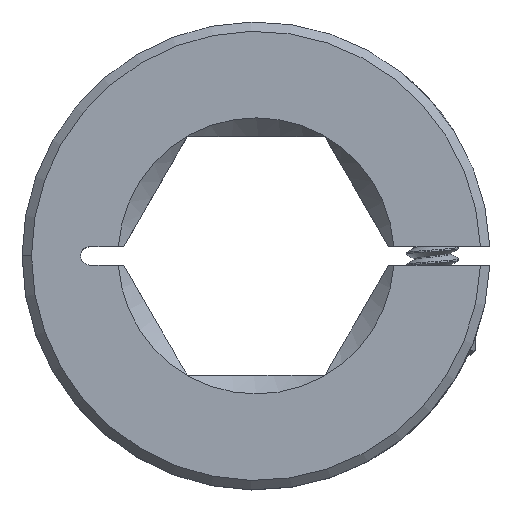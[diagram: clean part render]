
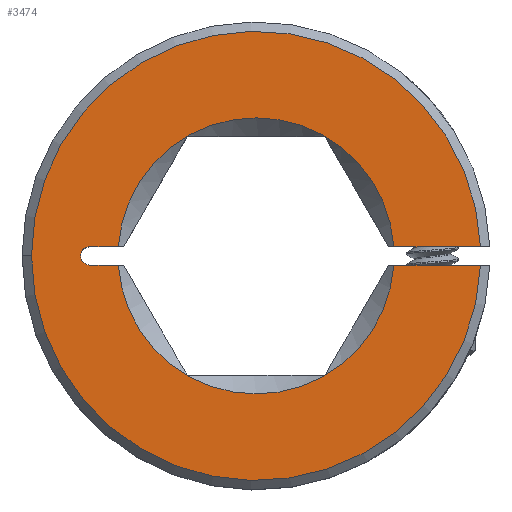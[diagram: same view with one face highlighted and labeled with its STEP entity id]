
A CAD part, top view. The second image highlights one B-rep face of the part: STEP entity #3474.
In plain terms, the highlighted planar face has unit normal (0, 0, 1).
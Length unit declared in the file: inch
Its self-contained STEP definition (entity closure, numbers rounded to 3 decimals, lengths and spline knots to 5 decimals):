
#171 = EDGE_CURVE ( 'NONE', #3164, #2958, #1005, .T. ) ;
#194 = EDGE_CURVE ( 'NONE', #3176, #3157, #962, .T. ) ;
#198 = EDGE_CURVE ( 'NONE', #2959, #3091, #954, .T. ) ;
#203 = EDGE_CURVE ( 'NONE', #2957, #3091, #952, .T. ) ;
#205 = EDGE_CURVE ( 'NONE', #2958, #2959, #947, .T. ) ;
#250 = AXIS2_PLACEMENT_3D ( 'NONE', #1913, #1930, #1906 ) ;
#298 = AXIS2_PLACEMENT_3D ( 'NONE', #1593, #1592, #1585 ) ;
#303 = EDGE_CURVE ( 'NONE', #2927, #3158, #846, .T. ) ;
#316 = EDGE_CURVE ( 'NONE', #2957, #3176, #831, .T. ) ;
#346 = EDGE_CURVE ( 'NONE', #2942, #3158, #796, .T. ) ;
#368 = EDGE_CURVE ( 'NONE', #2942, #3164, #780, .T. ) ;
#434 = AXIS2_PLACEMENT_3D ( 'NONE', #1679, #1716, #1708 ) ;
#441 = AXIS2_PLACEMENT_3D ( 'NONE', #2094, #1975, #2090 ) ;
#460 = EDGE_CURVE ( 'NONE', #3157, #2927, #683, .T. ) ;
#481 = AXIS2_PLACEMENT_3D ( 'NONE', #1417, #1416, #1415 ) ;
#677 = VECTOR ( 'NONE', #3693, 39.37008 ) ;
#683 = LINE ( 'NONE', #3723, #677 ) ;
#709 = FACE_OUTER_BOUND ( 'NONE', #2905, .T. ) ;
#780 = CIRCLE ( 'NONE', #3311, 0.01969 ) ;
#793 = VECTOR ( 'NONE', #4548, 39.37008 ) ;
#796 = LINE ( 'NONE', #4672, #793 ) ;
#831 = CIRCLE ( 'NONE', #298, 0.48 ) ;
#846 = CIRCLE ( 'NONE', #481, 0.295 ) ;
#944 = VECTOR ( 'NONE', #1940, 39.37008 ) ;
#947 = LINE ( 'NONE', #1917, #944 ) ;
#948 = VECTOR ( 'NONE', #1925, 39.37008 ) ;
#952 = LINE ( 'NONE', #1972, #948 ) ;
#954 = CIRCLE ( 'NONE', #441, 0.295 ) ;
#962 = CIRCLE ( 'NONE', #434, 0.48 ) ;
#1005 = CIRCLE ( 'NONE', #250, 0.01969 ) ;
#1415 = DIRECTION ( 'NONE',  ( 1., 0., 0. ) ) ;
#1416 = DIRECTION ( 'NONE',  ( 0., 0., -1. ) ) ;
#1417 = CARTESIAN_POINT ( 'NONE',  ( 0., 0., 0.125 ) ) ;
#1585 = DIRECTION ( 'NONE',  ( 1., 0., 0. ) ) ;
#1592 = DIRECTION ( 'NONE',  ( 0., 0., 1. ) ) ;
#1593 = CARTESIAN_POINT ( 'NONE',  ( 0., 0., 0.125 ) ) ;
#1679 = CARTESIAN_POINT ( 'NONE',  ( 0., 0., 0.125 ) ) ;
#1708 = DIRECTION ( 'NONE',  ( 1., 0., 0. ) ) ;
#1716 = DIRECTION ( 'NONE',  ( 0., 0., 1. ) ) ;
#1906 = DIRECTION ( 'NONE',  ( 1., 0., 0. ) ) ;
#1913 = CARTESIAN_POINT ( 'NONE',  ( -0.35531, 0., 0.125 ) ) ;
#1917 = CARTESIAN_POINT ( 'NONE',  ( -0.375, 0.01969, 0.125 ) ) ;
#1925 = DIRECTION ( 'NONE',  ( -1., 0., 0. ) ) ;
#1930 = DIRECTION ( 'NONE',  ( 0., 0., -1. ) ) ;
#1940 = DIRECTION ( 'NONE',  ( 1., 0., 0. ) ) ;
#1972 = CARTESIAN_POINT ( 'NONE',  ( 0.5, 0.01969, 0.125 ) ) ;
#1975 = DIRECTION ( 'NONE',  ( 0., 0., -1. ) ) ;
#2090 = DIRECTION ( 'NONE',  ( 1., 0., 0. ) ) ;
#2094 = CARTESIAN_POINT ( 'NONE',  ( 0., 0., 0.125 ) ) ;
#2276 = DIRECTION ( 'NONE',  ( 1., 0., 0. ) ) ;
#2277 = DIRECTION ( 'NONE',  ( 0., 0., 1. ) ) ;
#2279 = PLANE ( 'NONE',  #3257 ) ;
#2283 = CARTESIAN_POINT ( 'NONE',  ( 0., 0., 0.125 ) ) ;
#2632 = ORIENTED_EDGE ( 'NONE', *, *, #316, .T. ) ;
#2634 = ORIENTED_EDGE ( 'NONE', *, *, #203, .F. ) ;
#2636 = ORIENTED_EDGE ( 'NONE', *, *, #460, .T. ) ;
#2637 = ORIENTED_EDGE ( 'NONE', *, *, #303, .T. ) ;
#2638 = ORIENTED_EDGE ( 'NONE', *, *, #346, .F. ) ;
#2639 = ORIENTED_EDGE ( 'NONE', *, *, #171, .T. ) ;
#2640 = ORIENTED_EDGE ( 'NONE', *, *, #368, .T. ) ;
#2641 = ORIENTED_EDGE ( 'NONE', *, *, #198, .T. ) ;
#2642 = ORIENTED_EDGE ( 'NONE', *, *, #205, .T. ) ;
#2647 = ORIENTED_EDGE ( 'NONE', *, *, #194, .T. ) ;
#2905 = EDGE_LOOP ( 'NONE', ( #2634, #2632, #2647, #2636, #2637, #2638, #2640, #2639, #2642, #2641 ) ) ;
#2927 = VERTEX_POINT ( 'NONE', #5462 ) ;
#2942 = VERTEX_POINT ( 'NONE', #5441 ) ;
#2957 = VERTEX_POINT ( 'NONE', #5422 ) ;
#2958 = VERTEX_POINT ( 'NONE', #5421 ) ;
#2959 = VERTEX_POINT ( 'NONE', #5420 ) ;
#3091 = VERTEX_POINT ( 'NONE', #5340 ) ;
#3157 = VERTEX_POINT ( 'NONE', #5224 ) ;
#3158 = VERTEX_POINT ( 'NONE', #5223 ) ;
#3164 = VERTEX_POINT ( 'NONE', #5218 ) ;
#3176 = VERTEX_POINT ( 'NONE', #5222 ) ;
#3257 = AXIS2_PLACEMENT_3D ( 'NONE', #2283, #2277, #2276 ) ;
#3311 = AXIS2_PLACEMENT_3D ( 'NONE', #5272, #5268, #5266 ) ;
#3474 = ADVANCED_FACE ( 'NONE', ( #709 ), #2279, .T. ) ;
#3693 = DIRECTION ( 'NONE',  ( -1., 0., 0. ) ) ;
#3723 = CARTESIAN_POINT ( 'NONE',  ( 0.5, -0.01969, 0.125 ) ) ;
#4548 = DIRECTION ( 'NONE',  ( 1., 0., 0. ) ) ;
#4672 = CARTESIAN_POINT ( 'NONE',  ( -0.375, -0.01969, 0.125 ) ) ;
#5218 = CARTESIAN_POINT ( 'NONE',  ( -0.375, 0., 0.125 ) ) ;
#5222 = CARTESIAN_POINT ( 'NONE',  ( -0.48, 0., 0.125 ) ) ;
#5223 = CARTESIAN_POINT ( 'NONE',  ( -0.29434, -0.01969, 0.125 ) ) ;
#5224 = CARTESIAN_POINT ( 'NONE',  ( 0.4796, -0.01969, 0.125 ) ) ;
#5266 = DIRECTION ( 'NONE',  ( 1., 0., 0. ) ) ;
#5268 = DIRECTION ( 'NONE',  ( 0., 0., -1. ) ) ;
#5272 = CARTESIAN_POINT ( 'NONE',  ( -0.35531, 0., 0.125 ) ) ;
#5340 = CARTESIAN_POINT ( 'NONE',  ( 0.29434, 0.01969, 0.125 ) ) ;
#5420 = CARTESIAN_POINT ( 'NONE',  ( -0.29434, 0.01969, 0.125 ) ) ;
#5421 = CARTESIAN_POINT ( 'NONE',  ( -0.35531, 0.01969, 0.125 ) ) ;
#5422 = CARTESIAN_POINT ( 'NONE',  ( 0.4796, 0.01969, 0.125 ) ) ;
#5441 = CARTESIAN_POINT ( 'NONE',  ( -0.35531, -0.01969, 0.125 ) ) ;
#5462 = CARTESIAN_POINT ( 'NONE',  ( 0.29434, -0.01969, 0.125 ) ) ;
